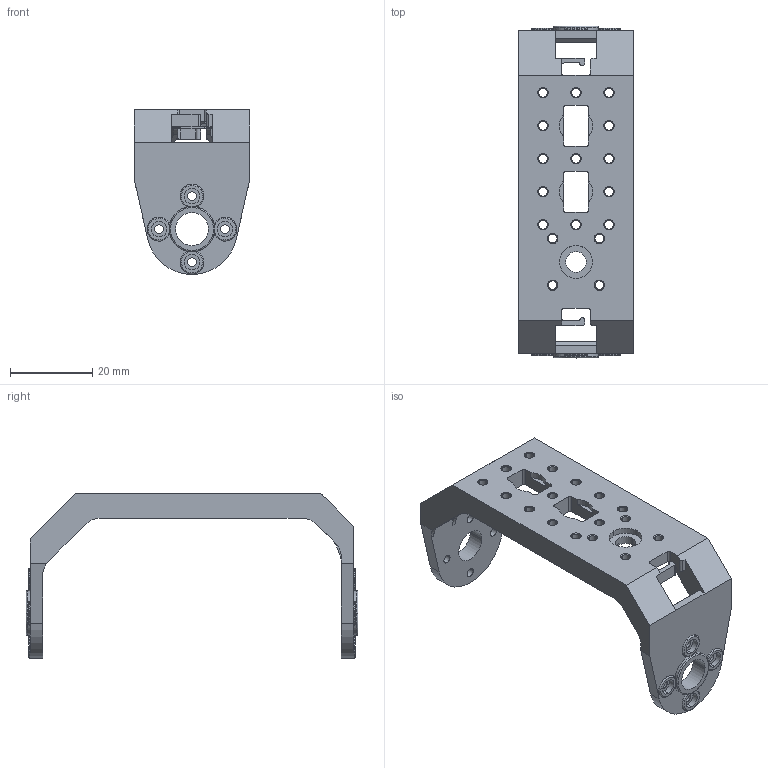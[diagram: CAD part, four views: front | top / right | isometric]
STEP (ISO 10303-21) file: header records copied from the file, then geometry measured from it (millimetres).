
FILE_DESCRIPTION((''),'2;1');
FILE_NAME('F5','2010-04-09T',('JANG WOOK'),(''),'PRO/ENGINEER BY PARAMETRIC TECHNOLOGY CORPORATION, 2009060','PRO/ENGINEER BY PARAMETRIC TECHNOLOGY CORPORATION, 2009060','');
FILE_SCHEMA(('CONFIG_CONTROL_DESIGN'));
Length unit declared in the file: millimetre
Products named in the file (1): F5
Bounding box: 28 x 80.5 x 40 mm (x, y, z)
Volume: 10831.7 mm3; surface area: 10980.1 mm2
Topology: 1 solids, 1 shells, 556 faces, 1566 edges, 1032 vertices
Faces by surface type: plane 372, cylinder 138, cone 34, torus 12
Entity records: 18175 total; most frequent: CARTESIAN_POINT 3365, ORIENTED_EDGE 3132, DIRECTION 2984, EDGE_CURVE 1566, VECTOR 1200, LINE 1200, VERTEX_POINT 1032, AXIS2_PLACEMENT_3D 892
